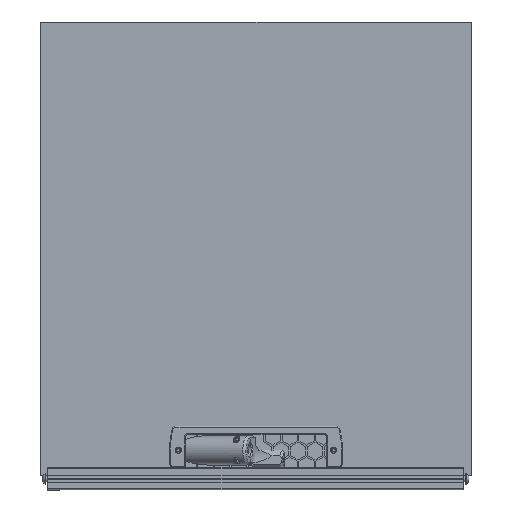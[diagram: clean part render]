
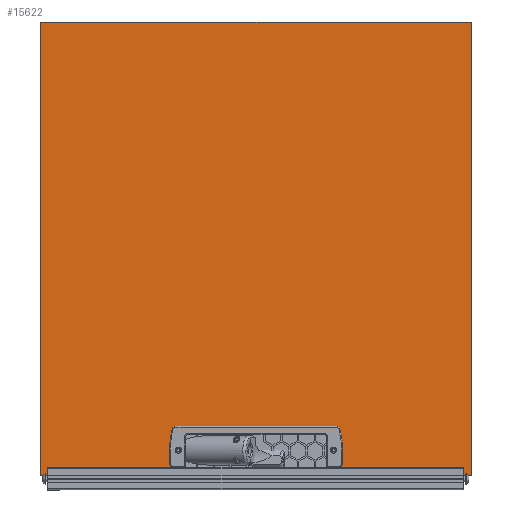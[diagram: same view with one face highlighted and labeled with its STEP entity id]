
A CAD part, top view. The second image highlights one B-rep face of the part: STEP entity #15622.
In plain terms, the highlighted face is planar.
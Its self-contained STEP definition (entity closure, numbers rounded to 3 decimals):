
#1125=PLANE('',#16534);
#1598=FACE_OUTER_BOUND('',#2484,.T.);
#2484=EDGE_LOOP('',(#10704,#10705,#10706,#10707,#10708,#10709,#10710,#10711,
#10712,#10713,#10714,#10715,#10716,#10717,#10718,#10719));
#3443=LINE('',#21809,#4857);
#3448=LINE('',#21823,#4862);
#3450=LINE('',#21827,#4864);
#3451=LINE('',#21831,#4865);
#3452=LINE('',#21835,#4866);
#3453=LINE('',#21838,#4867);
#3454=LINE('',#21842,#4868);
#3455=LINE('',#21845,#4869);
#4857=VECTOR('',#17832,118.477);
#4862=VECTOR('',#17847,118.523);
#4864=VECTOR('',#17851,404.);
#4865=VECTOR('',#17854,384.);
#4866=VECTOR('',#17857,404.);
#4867=VECTOR('',#17860,39.5);
#4868=VECTOR('',#17863,140.);
#4869=VECTOR('',#17866,39.5);
#6261=CIRCLE('',#16518,2.);
#6270=CIRCLE('',#16530,2.);
#6271=CIRCLE('',#16532,2.);
#6272=CIRCLE('',#16535,2.);
#6273=CIRCLE('',#16536,2.);
#6274=CIRCLE('',#16537,2.);
#6275=CIRCLE('',#16538,3.5);
#6276=CIRCLE('',#16539,3.5);
#6695=VERTEX_POINT('',#21769);
#6696=VERTEX_POINT('',#21770);
#6713=VERTEX_POINT('',#21808);
#6714=VERTEX_POINT('',#21812);
#6715=VERTEX_POINT('',#21816);
#6716=VERTEX_POINT('',#21817);
#6717=VERTEX_POINT('',#21822);
#6718=VERTEX_POINT('',#21826);
#6719=VERTEX_POINT('',#21828);
#6720=VERTEX_POINT('',#21830);
#6721=VERTEX_POINT('',#21832);
#6722=VERTEX_POINT('',#21834);
#6723=VERTEX_POINT('',#21837);
#6724=VERTEX_POINT('',#21839);
#6725=VERTEX_POINT('',#21841);
#6726=VERTEX_POINT('',#21843);
#8265=EDGE_CURVE('',#6695,#6696,#6261,.T.);
#8284=EDGE_CURVE('',#6713,#6696,#3443,.T.);
#8286=EDGE_CURVE('',#6713,#6714,#6270,.T.);
#8288=EDGE_CURVE('',#6715,#6716,#6271,.T.);
#8291=EDGE_CURVE('',#6717,#6716,#3448,.T.);
#8293=EDGE_CURVE('',#6695,#6718,#3450,.T.);
#8294=EDGE_CURVE('',#6719,#6718,#6272,.T.);
#8295=EDGE_CURVE('',#6719,#6720,#3451,.T.);
#8296=EDGE_CURVE('',#6721,#6720,#6273,.T.);
#8297=EDGE_CURVE('',#6721,#6722,#3452,.T.);
#8298=EDGE_CURVE('',#6717,#6722,#6274,.T.);
#8299=EDGE_CURVE('',#6715,#6723,#3453,.T.);
#8300=EDGE_CURVE('',#6724,#6723,#6275,.T.);
#8301=EDGE_CURVE('',#6724,#6725,#3454,.T.);
#8302=EDGE_CURVE('',#6726,#6725,#6276,.T.);
#8303=EDGE_CURVE('',#6726,#6714,#3455,.T.);
#10704=ORIENTED_EDGE('',*,*,#8265,.F.);
#10705=ORIENTED_EDGE('',*,*,#8293,.T.);
#10706=ORIENTED_EDGE('',*,*,#8294,.F.);
#10707=ORIENTED_EDGE('',*,*,#8295,.T.);
#10708=ORIENTED_EDGE('',*,*,#8296,.F.);
#10709=ORIENTED_EDGE('',*,*,#8297,.T.);
#10710=ORIENTED_EDGE('',*,*,#8298,.F.);
#10711=ORIENTED_EDGE('',*,*,#8291,.T.);
#10712=ORIENTED_EDGE('',*,*,#8288,.F.);
#10713=ORIENTED_EDGE('',*,*,#8299,.T.);
#10714=ORIENTED_EDGE('',*,*,#8300,.F.);
#10715=ORIENTED_EDGE('',*,*,#8301,.T.);
#10716=ORIENTED_EDGE('',*,*,#8302,.F.);
#10717=ORIENTED_EDGE('',*,*,#8303,.T.);
#10718=ORIENTED_EDGE('',*,*,#8286,.F.);
#10719=ORIENTED_EDGE('',*,*,#8284,.T.);
#15622=ADVANCED_FACE('',(#1598),#1125,.T.);
#16518=AXIS2_PLACEMENT_3D('',#21771,#17800,#17801);
#16530=AXIS2_PLACEMENT_3D('',#21813,#17836,#17837);
#16532=AXIS2_PLACEMENT_3D('',#21818,#17841,#17842);
#16534=AXIS2_PLACEMENT_3D('',#21825,#17849,#17850);
#16535=AXIS2_PLACEMENT_3D('',#21829,#17852,#17853);
#16536=AXIS2_PLACEMENT_3D('',#21833,#17855,#17856);
#16537=AXIS2_PLACEMENT_3D('',#21836,#17858,#17859);
#16538=AXIS2_PLACEMENT_3D('',#21840,#17861,#17862);
#16539=AXIS2_PLACEMENT_3D('',#21844,#17864,#17865);
#17800=DIRECTION('center_axis',(1.,0.,0.));
#17801=DIRECTION('ref_axis',(0.,0.707,0.707));
#17832=DIRECTION('',(0.,1.,0.));
#17836=DIRECTION('center_axis',(1.,0.,0.));
#17837=DIRECTION('ref_axis',(0.,-0.707,0.707));
#17841=DIRECTION('center_axis',(1.,0.,0.));
#17842=DIRECTION('ref_axis',(0.,0.707,0.707));
#17847=DIRECTION('',(0.,1.,0.));
#17849=DIRECTION('center_axis',(-1.,0.,0.));
#17850=DIRECTION('ref_axis',(0.,0.,1.));
#17851=DIRECTION('',(0.,0.,-1.));
#17852=DIRECTION('center_axis',(1.,0.,0.));
#17853=DIRECTION('ref_axis',(0.,0.707,-0.707));
#17854=DIRECTION('',(0.,-1.,0.));
#17855=DIRECTION('center_axis',(1.,0.,0.));
#17856=DIRECTION('ref_axis',(0.,-0.707,-0.707));
#17857=DIRECTION('',(0.,0.,1.));
#17858=DIRECTION('center_axis',(1.,0.,0.));
#17859=DIRECTION('ref_axis',(0.,-0.707,0.707));
#17860=DIRECTION('',(0.,0.,-1.));
#17861=DIRECTION('center_axis',(-1.,0.,0.));
#17862=DIRECTION('ref_axis',(0.,-0.707,-0.707));
#17863=DIRECTION('',(0.,1.,0.));
#17864=DIRECTION('center_axis',(-1.,0.,0.));
#17865=DIRECTION('ref_axis',(0.,0.707,-0.707));
#17866=DIRECTION('',(0.,0.,1.));
#21769=CARTESIAN_POINT('',(-26.493,28.977,360.));
#21770=CARTESIAN_POINT('',(-26.493,26.977,362.));
#21771=CARTESIAN_POINT('Origin',(-26.493,26.977,360.));
#21808=CARTESIAN_POINT('',(-26.493,-87.5,362.));
#21809=CARTESIAN_POINT('',(-26.493,-89.5,362.));
#21812=CARTESIAN_POINT('',(-26.493,-89.5,360.));
#21813=CARTESIAN_POINT('Origin',(-26.493,-87.5,360.));
#21816=CARTESIAN_POINT('',(-26.493,-236.5,360.));
#21817=CARTESIAN_POINT('',(-26.493,-238.5,362.));
#21818=CARTESIAN_POINT('Origin',(-26.493,-238.5,360.));
#21822=CARTESIAN_POINT('',(-26.493,-353.023,362.));
#21823=CARTESIAN_POINT('',(-26.493,-355.023,362.));
#21825=CARTESIAN_POINT('Origin',(-26.493,-163.023,159.977));
#21826=CARTESIAN_POINT('',(-26.493,28.977,-40.));
#21827=CARTESIAN_POINT('',(-26.493,28.977,362.));
#21828=CARTESIAN_POINT('',(-26.493,26.977,-42.));
#21829=CARTESIAN_POINT('Origin',(-26.493,26.977,-40.));
#21830=CARTESIAN_POINT('',(-26.493,-353.023,-42.));
#21831=CARTESIAN_POINT('',(-26.493,28.977,-42.));
#21832=CARTESIAN_POINT('',(-26.493,-355.023,-40.));
#21833=CARTESIAN_POINT('Origin',(-26.493,-353.023,-40.));
#21834=CARTESIAN_POINT('',(-26.493,-355.023,360.));
#21835=CARTESIAN_POINT('',(-26.493,-355.023,-42.));
#21836=CARTESIAN_POINT('Origin',(-26.493,-353.023,360.));
#21837=CARTESIAN_POINT('',(-26.493,-236.5,322.5));
#21838=CARTESIAN_POINT('',(-26.493,-236.5,362.));
#21839=CARTESIAN_POINT('',(-26.493,-233.,319.));
#21840=CARTESIAN_POINT('Origin',(-26.493,-233.,322.5));
#21841=CARTESIAN_POINT('',(-26.493,-93.,319.));
#21842=CARTESIAN_POINT('',(-26.493,-233.,319.));
#21843=CARTESIAN_POINT('',(-26.493,-89.5,322.5));
#21844=CARTESIAN_POINT('Origin',(-26.493,-93.,322.5));
#21845=CARTESIAN_POINT('',(-26.493,-89.5,322.5));
